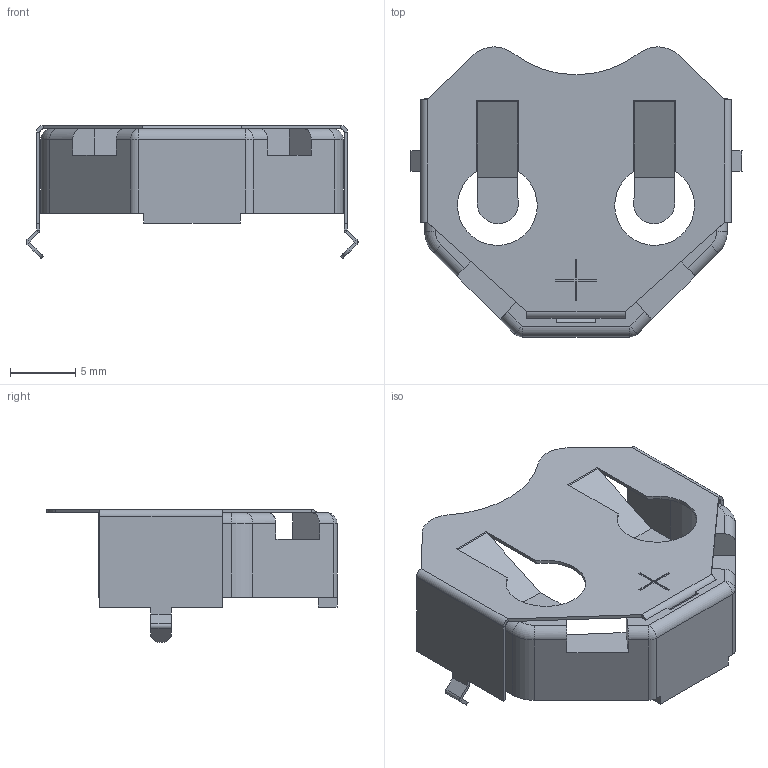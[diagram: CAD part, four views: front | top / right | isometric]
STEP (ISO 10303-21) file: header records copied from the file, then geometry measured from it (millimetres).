
FILE_DESCRIPTION(('FreeCAD Model'),'2;1');
FILE_NAME('Open CASCADE Shape Model','2021-09-08T21:51:18',( 'kicad StepUp'),('ksu MCAD'),'Open CASCADE STEP processor 7.4', 'FreeCAD','Unknown');
FILE_SCHEMA(('CONFIG_CONTROL_DESIGN','SHAPE_APPEARANCE_LAYER_MIM'));
Length unit declared in the file: millimetre
Products named in the file (1): _025_004_cp_cp
Bounding box: 25.47 x 22.25 x 10.2 mm (x, y, z)
Volume: 749.2 mm3; surface area: 2050.3 mm2
Topology: 2 solids, 2 shells, 188 faces, 454 edges, 268 vertices
Faces by surface type: plane 139, cylinder 45, torus 2, sphere 2
Entity records: 6701 total; most frequent: CARTESIAN_POINT 927, DIRECTION 914, ORIENTED_EDGE 904, EDGE_CURVE 452, LINE 356, VECTOR 356, AXIS2_PLACEMENT_3D 279, VERTEX_POINT 268
